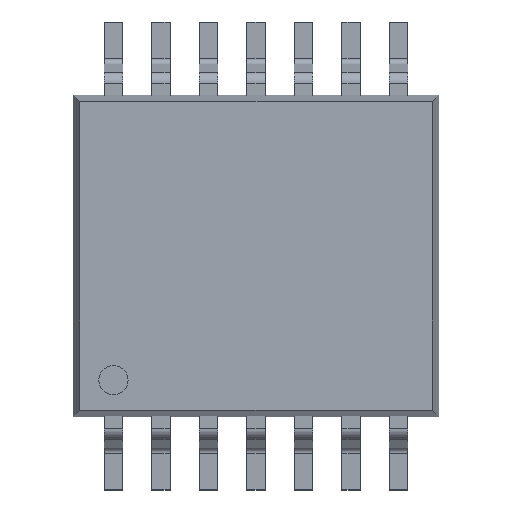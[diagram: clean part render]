
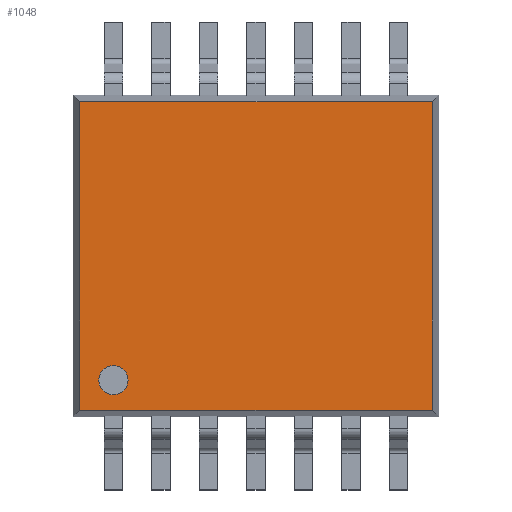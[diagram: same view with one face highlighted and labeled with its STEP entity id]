
A CAD part, top view. The second image highlights one B-rep face of the part: STEP entity #1048.
In plain terms, the highlighted planar face has unit normal (0, 0, 1).
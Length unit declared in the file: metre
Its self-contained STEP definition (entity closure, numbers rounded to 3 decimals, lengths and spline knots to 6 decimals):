
#1048 = ADVANCED_FACE( '', ( #2767, #2768 ), #2769, .F. );
#1370 = EDGE_CURVE( '', #3274, #3274, #3275, .T. );
#1402 = EDGE_CURVE( '', #3027, #3321, #3322, .T. );
#1794 = EDGE_CURVE( '', #2758, #3027, #3835, .T. );
#2050 = EDGE_CURVE( '', #3695, #2758, #4141, .T. );
#2052 = EDGE_CURVE( '', #3321, #3695, #4143, .T. );
#2758 = VERTEX_POINT( '', #5017 );
#2767 = FACE_OUTER_BOUND( '', #5029, .T. );
#2768 = FACE_BOUND( '', #5030, .T. );
#2769 = PLANE( '', #5031 );
#3027 = VERTEX_POINT( '', #5391 );
#3274 = VERTEX_POINT( '', #5738 );
#3275 = CIRCLE( '', #5739, 0.0002 );
#3321 = VERTEX_POINT( '', #5799 );
#3322 = LINE( '', #5800, #5801 );
#3695 = VERTEX_POINT( '', #6368 );
#3835 = LINE( '', #6573, #6574 );
#4141 = LINE( '', #7045, #7046 );
#4143 = LINE( '', #7049, #7050 );
#5017 = CARTESIAN_POINT( '', ( 0.002411, -0.002111, 0.001151 ) );
#5029 = EDGE_LOOP( '', ( #7961, #7962, #7963, #7964 ) );
#5030 = EDGE_LOOP( '', ( #7965 ) );
#5031 = AXIS2_PLACEMENT_3D( '', #7966, #7967, #7968 );
#5391 = CARTESIAN_POINT( '', ( -0.002411, -0.002111, 0.001151 ) );
#5738 = CARTESIAN_POINT( '', ( -0.00175, -0.001701, 0.001151 ) );
#5739 = AXIS2_PLACEMENT_3D( '', #8570, #8571, #8572 );
#5799 = CARTESIAN_POINT( '', ( -0.002411, 0.00211, 0.001151 ) );
#5800 = CARTESIAN_POINT( '', ( -0.002411, 0.001656, 0.001151 ) );
#5801 = VECTOR( '', #8667, 1. );
#6368 = CARTESIAN_POINT( '', ( 0.002411, 0.00211, 0.001151 ) );
#6573 = CARTESIAN_POINT( '', ( 0.000625, -0.002111, 0.001151 ) );
#6574 = VECTOR( '', #9311, 1. );
#7045 = CARTESIAN_POINT( '', ( 0.002411, 0.000556, 0.001151 ) );
#7046 = VECTOR( '', #9743, 1. );
#7049 = CARTESIAN_POINT( '', ( 0.001875, 0.00211, 0.001151 ) );
#7050 = VECTOR( '', #9744, 1. );
#7961 = ORIENTED_EDGE( '', *, *, #1794, .F. );
#7962 = ORIENTED_EDGE( '', *, *, #2050, .F. );
#7963 = ORIENTED_EDGE( '', *, *, #2052, .F. );
#7964 = ORIENTED_EDGE( '', *, *, #1402, .F. );
#7965 = ORIENTED_EDGE( '', *, *, #1370, .T. );
#7966 = CARTESIAN_POINT( '', ( 0.0025, 0.002212, 0.001151 ) );
#7967 = DIRECTION( '', ( 0., 0., -1. ) );
#7968 = DIRECTION( '', ( 0., -1., 0. ) );
#8570 = CARTESIAN_POINT( '', ( -0.00195, -0.001701, 0.001151 ) );
#8571 = DIRECTION( '', ( 0., 0., -1. ) );
#8572 = DIRECTION( '', ( 1., 0., 0. ) );
#8667 = DIRECTION( '', ( 0., 1., 0. ) );
#9311 = DIRECTION( '', ( -1., 0., 0. ) );
#9743 = DIRECTION( '', ( 0., -1., 0. ) );
#9744 = DIRECTION( '', ( 1., 0., 0. ) );
